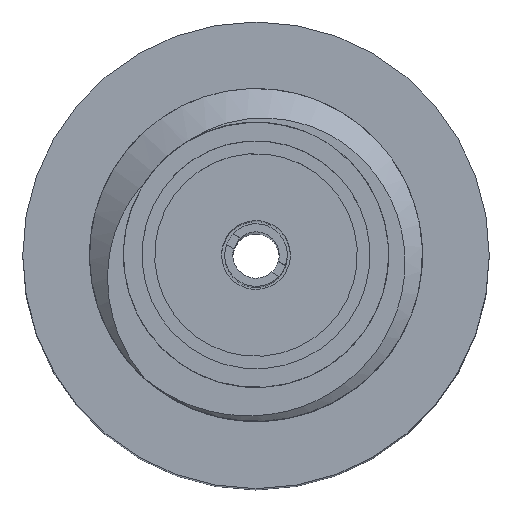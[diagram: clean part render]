
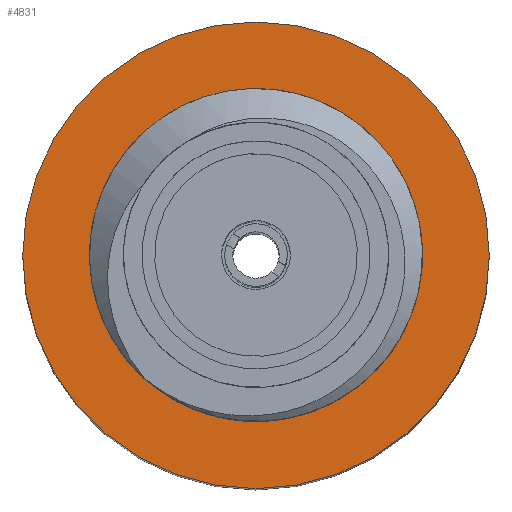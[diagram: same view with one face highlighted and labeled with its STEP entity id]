
A CAD part, top view. The second image highlights one B-rep face of the part: STEP entity #4831.
In plain terms, the highlighted planar face has unit normal (0, 0, 1).
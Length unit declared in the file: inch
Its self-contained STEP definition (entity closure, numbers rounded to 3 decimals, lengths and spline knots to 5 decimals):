
#956 = CARTESIAN_POINT ( 'NONE',  ( 0., 0., 0.625 ) ) ;
#957 = DIRECTION ( 'NONE',  ( 0., 0., -1. ) ) ;
#958 = DIRECTION ( 'NONE',  ( -1., 0., 0. ) ) ;
#1124 = DIRECTION ( 'NONE',  ( 0.987, 0.159, 0. ) ) ;
#1125 = DIRECTION ( 'NONE',  ( -0.585, -0.811, 0. ) ) ;
#1126 = DIRECTION ( 'NONE',  ( 0., 0., 1. ) ) ;
#1127 = CARTESIAN_POINT ( 'NONE',  ( 0., 0., 0.625 ) ) ;
#1128 = LINE ( 'NONE', #1135, #4762 ) ;
#1129 = CARTESIAN_POINT ( 'NONE',  ( -0.07797, -0.07158, 0.625 ) ) ;
#1130 = CARTESIAN_POINT ( 'NONE',  ( -0.07629, -0.07424, 0.625 ) ) ;
#1131 = DIRECTION ( 'NONE',  ( -0.585, -0.811, 0. ) ) ;
#1132 = DIRECTION ( 'NONE',  ( 0., 0., 1. ) ) ;
#1133 = CARTESIAN_POINT ( 'NONE',  ( 0., 0., 0.625 ) ) ;
#1134 = CARTESIAN_POINT ( 'NONE',  ( -0.07447, -0.07684, 0.625 ) ) ;
#1135 = CARTESIAN_POINT ( 'NONE',  ( -0.11518, -0.01861, 0.625 ) ) ;
#1136 = CARTESIAN_POINT ( 'NONE',  ( -0.10732, -0.00622, 0.625 ) ) ;
#1137 = CARTESIAN_POINT ( 'NONE',  ( -0.10691, -0.00984, 0.625 ) ) ;
#1138 = DIRECTION ( 'NONE',  ( -1., 0., 0. ) ) ;
#1139 = DIRECTION ( 'NONE',  ( 0., 0., -1. ) ) ;
#1140 = CARTESIAN_POINT ( 'NONE',  ( 0., 0., 0.625 ) ) ;
#1141 = CARTESIAN_POINT ( 'NONE',  ( -0.10631, -0.01345, 0.625 ) ) ;
#1142 = CARTESIAN_POINT ( 'NONE',  ( -0.10553, -0.01705, 0.625 ) ) ;
#1154 = CARTESIAN_POINT ( 'NONE',  ( -0.07256, -0.07932, 0.625 ) ) ;
#1162 = CARTESIAN_POINT ( 'NONE',  ( -0.10553, -0.01705, 0.625 ) ) ;
#1166 = CARTESIAN_POINT ( 'NONE',  ( -0.07256, -0.07932, 0.625 ) ) ;
#1170 = CARTESIAN_POINT ( 'NONE',  ( -0.06292, -0.08716, 0.625 ) ) ;
#1204 = CARTESIAN_POINT ( 'NONE',  ( -0.1865, 0., 0.625 ) ) ;
#1231 = CARTESIAN_POINT ( 'NONE',  ( 0.1865, 0., 0.625 ) ) ;
#1263 = CARTESIAN_POINT ( 'NONE',  ( -0.07797, -0.07158, 0.625 ) ) ;
#1304 = CARTESIAN_POINT ( 'NONE',  ( 0.06292, 0.08716, 0.625 ) ) ;
#1507 = ORIENTED_EDGE ( 'NONE', *, *, #3036, .F. ) ;
#1607 = VERTEX_POINT ( 'NONE', #1263 ) ;
#1619 = ORIENTED_EDGE ( 'NONE', *, *, #3092, .F. ) ;
#1624 = VERTEX_POINT ( 'NONE', #1304 ) ;
#1700 = ORIENTED_EDGE ( 'NONE', *, *, #3040, .F. ) ;
#1732 = EDGE_LOOP ( 'NONE', ( #1619, #1507 ) ) ;
#1738 = ORIENTED_EDGE ( 'NONE', *, *, #4843, .F. ) ;
#1801 = ORIENTED_EDGE ( 'NONE', *, *, #3041, .F. ) ;
#1864 = VERTEX_POINT ( 'NONE', #1231 ) ;
#1880 = VERTEX_POINT ( 'NONE', #1204 ) ;
#1883 = ORIENTED_EDGE ( 'NONE', *, *, #3038, .F. ) ;
#1897 = ORIENTED_EDGE ( 'NONE', *, *, #3037, .T. ) ;
#1918 = EDGE_LOOP ( 'NONE', ( #1897, #1883, #1738, #1930, #2073, #1700, #1801 ) ) ;
#1930 = ORIENTED_EDGE ( 'NONE', *, *, #4895, .F. ) ;
#2031 = VERTEX_POINT ( 'NONE', #1170 ) ;
#2061 = VERTEX_POINT ( 'NONE', #1166 ) ;
#2073 = ORIENTED_EDGE ( 'NONE', *, *, #3039, .T. ) ;
#2090 = VERTEX_POINT ( 'NONE', #1162 ) ;
#2370 = CARTESIAN_POINT ( 'NONE',  ( 0., 0., 0.625 ) ) ;
#2371 = DIRECTION ( 'NONE',  ( 0., 0., 1. ) ) ;
#2372 = DIRECTION ( 'NONE',  ( -0.585, -0.811, 0. ) ) ;
#2377 = FACE_BOUND ( 'NONE', #1918, .T. ) ;
#2381 = CARTESIAN_POINT ( 'NONE',  ( -0.13379, 0.09657, 0.625 ) ) ;
#2385 = FACE_OUTER_BOUND ( 'NONE', #1732, .T. ) ;
#2386 = PLANE ( 'NONE',  #2468 ) ;
#2387 = DIRECTION ( 'NONE',  ( 0., 0., 1. ) ) ;
#2388 = DIRECTION ( 'NONE',  ( -0.585, -0.811, 0. ) ) ;
#2440 = CARTESIAN_POINT ( 'NONE',  ( 0., 0., 0.625 ) ) ;
#2442 = DIRECTION ( 'NONE',  ( 0., 0., 1. ) ) ;
#2444 = DIRECTION ( 'NONE',  ( -0.585, -0.811, 0. ) ) ;
#2468 = AXIS2_PLACEMENT_3D ( 'NONE', #2381, #2387, #2388 ) ;
#2503 = AXIS2_PLACEMENT_3D ( 'NONE', #2440, #2442, #2444 ) ;
#2513 = CIRCLE ( 'NONE', #2503, 0.1075 ) ;
#3036 = EDGE_CURVE ( 'NONE', #1864, #1880, #4761, .T. ) ;
#3037 = EDGE_CURVE ( 'NONE', #2090, #3577, #4696, .T. ) ;
#3038 = EDGE_CURVE ( 'NONE', #1624, #3577, #4723, .T. ) ;
#3039 = EDGE_CURVE ( 'NONE', #2061, #1607, #4694, .T. ) ;
#3040 = EDGE_CURVE ( 'NONE', #3566, #1607, #4720, .T. ) ;
#3041 = EDGE_CURVE ( 'NONE', #2090, #3566, #1128, .T. ) ;
#3092 = EDGE_CURVE ( 'NONE', #1880, #1864, #4732, .T. ) ;
#3566 = VERTEX_POINT ( 'NONE', #4973 ) ;
#3577 = VERTEX_POINT ( 'NONE', #4975 ) ;
#3589 = CIRCLE ( 'NONE', #3601, 0.1075 ) ;
#3601 = AXIS2_PLACEMENT_3D ( 'NONE', #2370, #2371, #2372 ) ;
#4694 = B_SPLINE_CURVE_WITH_KNOTS ( 'NONE', 3,
 ( #1154, #1134, #1130, #1129 ),
 .UNSPECIFIED., .F., .F.,
 ( 4, 4 ),
 ( 0.00413, 0.00437 ),
 .UNSPECIFIED. ) ;
#4696 = B_SPLINE_CURVE_WITH_KNOTS ( 'NONE', 3,
 ( #1142, #1141, #1137, #1136 ),
 .UNSPECIFIED., .F., .F.,
 ( 4, 4 ),
 ( 0., 0.00028 ),
 .UNSPECIFIED. ) ;
#4719 = AXIS2_PLACEMENT_3D ( 'NONE', #1140, #1139, #1138 ) ;
#4720 = CIRCLE ( 'NONE', #4795, 0.10585 ) ;
#4723 = CIRCLE ( 'NONE', #4816, 0.1075 ) ;
#4732 = CIRCLE ( 'NONE', #4812, 0.1865 ) ;
#4761 = CIRCLE ( 'NONE', #4719, 0.1865 ) ;
#4762 = VECTOR ( 'NONE', #1124, 39.37008 ) ;
#4795 = AXIS2_PLACEMENT_3D ( 'NONE', #1127, #1126, #1125 ) ;
#4812 = AXIS2_PLACEMENT_3D ( 'NONE', #956, #957, #958 ) ;
#4816 = AXIS2_PLACEMENT_3D ( 'NONE', #1133, #1132, #1131 ) ;
#4831 = ADVANCED_FACE ( 'NONE', ( #2385, #2377 ), #2386, .T. ) ;
#4843 = EDGE_CURVE ( 'NONE', #2031, #1624, #2513, .T. ) ;
#4895 = EDGE_CURVE ( 'NONE', #2061, #2031, #3589, .T. ) ;
#4973 = CARTESIAN_POINT ( 'NONE',  ( -0.1045, -0.01688, 0.625 ) ) ;
#4975 = CARTESIAN_POINT ( 'NONE',  ( -0.10732, -0.00622, 0.625 ) ) ;
